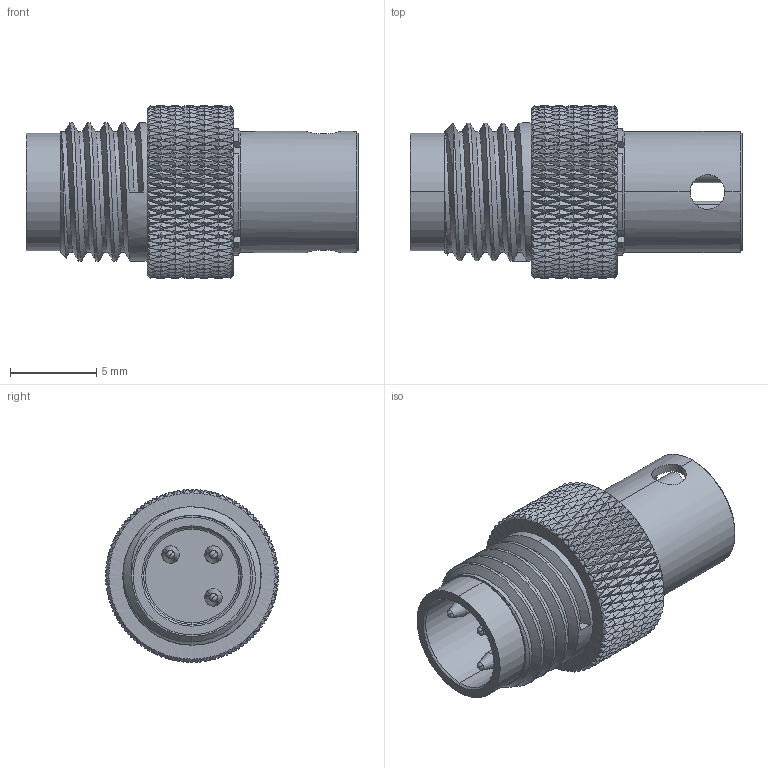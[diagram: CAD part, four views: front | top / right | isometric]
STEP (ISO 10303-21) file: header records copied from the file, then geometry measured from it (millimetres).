
FILE_DESCRIPTION (( 'STEP AP203' ), '1' );
FILE_NAME ('50-00679_A.STEP', '2022-05-10T18:08:04', ( '' ), ( '' ), 'SwSTEP 2.0', 'SolidWorks 2021', '' );
FILE_SCHEMA (( 'CONFIG_CONTROL_DESIGN' ));
Length unit declared in the file: millimetre
Products named in the file (5): 50-00679-01___; 50-00679-04___; 50-00679_A; 50-00679-03___; 50-00679-02___
Assembly tree (6 placements, depth 2):
  50-00679_A
    50-00679-01___
    50-00679-02___
    50-00679-03___  x3
    50-00679-04___
Bounding box: 19.2 x 10 x 10 mm (x, y, z)
Volume: 692.4 mm3; surface area: 1932.5 mm2
Topology: 6 solids, 6 shells, 2088 faces, 4132 edges, 2066 vertices
Faces by surface type: bspline 1443, cylinder 400, cone 163, plane 56, torus 20, sphere 6
Entity records: 96534 total; most frequent: CARTESIAN_POINT 67006, ORIENTED_EDGE 7972, EDGE_CURVE 3986, B_SPLINE_CURVE_WITH_KNOTS 3526, EDGE_LOOP 2042, ADVANCED_FACE 2020, FACE_OUTER_BOUND 2020, VERTEX_POINT 1982
